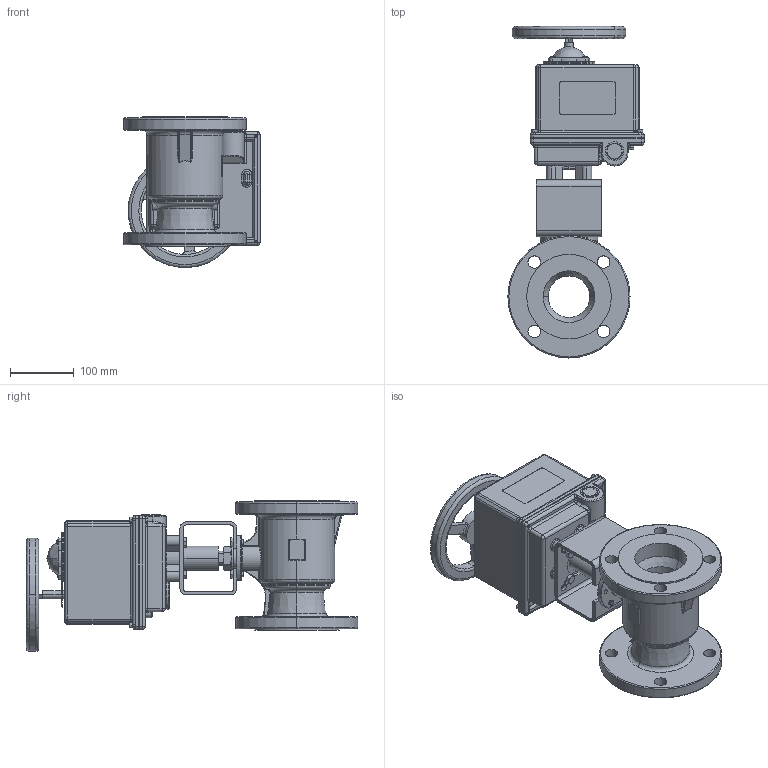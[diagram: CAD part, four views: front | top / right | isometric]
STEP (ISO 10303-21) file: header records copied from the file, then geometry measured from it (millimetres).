
FILE_DESCRIPTION (( 'STEP AP203' ), '1' );
FILE_NAME ('2000R-300_ER-15.STEP', '2018-01-17T16:06:25', ( '' ), ( '' ), 'SwSTEP 2.0', 'SolidWorks 2014', '' );
FILE_SCHEMA (( 'CONFIG_CONTROL_DESIGN' ));
Length unit declared in the file: inch
Products named in the file (1): 2000R-300_ER-15
Bounding box: 213 x 519.13 x 236.11 mm (x, y, z)
Surface area: 554016.5 mm2 (no closed solid volume)
Topology: 0 solids, 72 shells, 892 faces, 2707 edges, 1804 vertices
Faces by surface type: cylinder 370, plane 245, bspline 180, cone 49, torus 44, sphere 4
Entity records: 42969 total; most frequent: CARTESIAN_POINT 20414, DIRECTION 4492, ORIENTED_EDGE 4475, EDGE_CURVE 2687, VERTEX_POINT 1804, AXIS2_PLACEMENT_3D 1727, VECTOR 1038, LINE 1038
